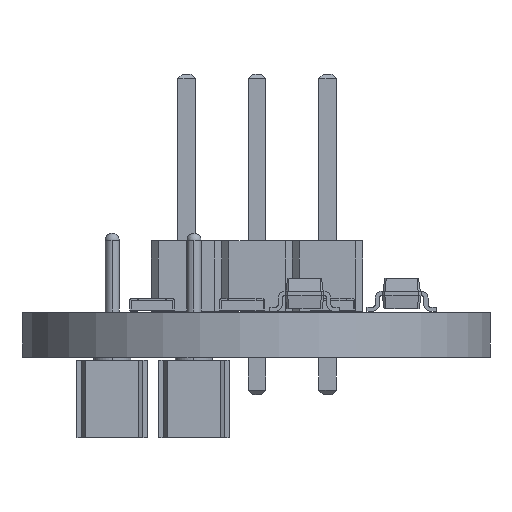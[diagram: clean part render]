
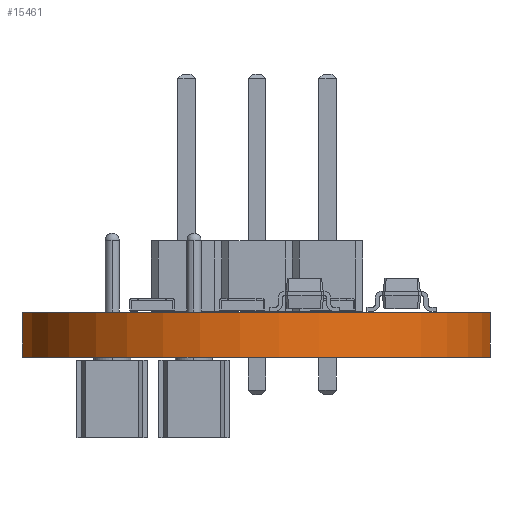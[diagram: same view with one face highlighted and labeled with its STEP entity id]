
A CAD part, front view. The second image highlights one B-rep face of the part: STEP entity #15461.
In plain terms, the highlighted cylindrical face has radius 8.492 mm (diameter 16.985 mm), a partial arc.
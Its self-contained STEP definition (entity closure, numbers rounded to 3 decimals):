
#14618 = PLANE('',#14619);
#14619 = AXIS2_PLACEMENT_3D('',#14620,#14621,#14622);
#14620 = CARTESIAN_POINT('',(-8.4,-1.25,0.));
#14621 = DIRECTION('',(0.,1.,0.));
#14622 = DIRECTION('',(1.,0.,0.));
#14646 = PLANE('',#14647);
#14647 = AXIS2_PLACEMENT_3D('',#14648,#14649,#14650);
#14648 = CARTESIAN_POINT('',(0.005,-0.01,1.6)
  );
#14649 = DIRECTION('',(-0.,-0.,-1.));
#14650 = DIRECTION('',(-1.,0.,0.));
#14700 = PLANE('',#14701);
#14701 = AXIS2_PLACEMENT_3D('',#14702,#14703,#14704);
#14702 = CARTESIAN_POINT('',(0.005,-0.01,0.)
  );
#14703 = DIRECTION('',(-0.,-0.,-1.));
#14704 = DIRECTION('',(-1.,0.,0.));
#14715 = EDGE_CURVE('',#14716,#14718,#14720,.T.);
#14716 = VERTEX_POINT('',#14717);
#14717 = CARTESIAN_POINT('',(-8.4,-1.25,0.));
#14718 = VERTEX_POINT('',#14719);
#14719 = CARTESIAN_POINT('',(-8.4,-1.25,1.6));
#14720 = SURFACE_CURVE('',#14721,(#14725,#14732),.PCURVE_S1.);
#14721 = LINE('',#14722,#14723);
#14722 = CARTESIAN_POINT('',(-8.4,-1.25,0.));
#14723 = VECTOR('',#14724,1.);
#14724 = DIRECTION('',(0.,0.,1.));
#14725 = PCURVE('',#14618,#14726);
#14726 = DEFINITIONAL_REPRESENTATION('',(#14727),#14731);
#14727 = LINE('',#14728,#14729);
#14728 = CARTESIAN_POINT('',(0.,0.));
#14729 = VECTOR('',#14730,1.);
#14730 = DIRECTION('',(0.,-1.));
#14731 = ( GEOMETRIC_REPRESENTATION_CONTEXT(2) 
PARAMETRIC_REPRESENTATION_CONTEXT() REPRESENTATION_CONTEXT('2D SPACE',''
  ) );
#14732 = PCURVE('',#14733,#14738);
#14733 = CYLINDRICAL_SURFACE('',#14734,8.492);
#14734 = AXIS2_PLACEMENT_3D('',#14735,#14736,#14737);
#14735 = CARTESIAN_POINT('',(0.,0.,0.)
  );
#14736 = DIRECTION('',(-0.,-0.,-1.));
#14737 = DIRECTION('',(1.,0.,-0.));
#14738 = DEFINITIONAL_REPRESENTATION('',(#14739),#14743);
#14739 = LINE('',#14740,#14741);
#14740 = CARTESIAN_POINT('',(-3.289,0.));
#14741 = VECTOR('',#14742,1.);
#14742 = DIRECTION('',(-0.,-1.));
#14743 = ( GEOMETRIC_REPRESENTATION_CONTEXT(2) 
PARAMETRIC_REPRESENTATION_CONTEXT() REPRESENTATION_CONTEXT('2D SPACE',''
  ) );
#14954 = VERTEX_POINT('',#14955);
#14955 = CARTESIAN_POINT('',(8.434,-1.,0.));
#14969 = PLANE('',#14970);
#14970 = AXIS2_PLACEMENT_3D('',#14971,#14972,#14973);
#14971 = CARTESIAN_POINT('',(7.5,-1.,0.));
#14972 = DIRECTION('',(0.,1.,0.));
#14973 = DIRECTION('',(1.,0.,0.));
#14981 = EDGE_CURVE('',#14716,#14954,#14982,.T.);
#14982 = SURFACE_CURVE('',#14983,(#14988,#14999),.PCURVE_S1.);
#14983 = CIRCLE('',#14984,8.492);
#14984 = AXIS2_PLACEMENT_3D('',#14985,#14986,#14987);
#14985 = CARTESIAN_POINT('',(0.,0.,0.)
  );
#14986 = DIRECTION('',(0.,0.,1.));
#14987 = DIRECTION('',(1.,0.,-0.));
#14988 = PCURVE('',#14700,#14989);
#14989 = DEFINITIONAL_REPRESENTATION('',(#14990),#14998);
#14990 = ( BOUNDED_CURVE() B_SPLINE_CURVE(2,(#14991,#14992,#14993,#14994
    ,#14995,#14996,#14997),.UNSPECIFIED.,.T.,.F.) 
B_SPLINE_CURVE_WITH_KNOTS((1,2,2,2,2,1),(-2.094,0.,
    2.094,4.189,6.283,8.378),
.UNSPECIFIED.) CURVE() GEOMETRIC_REPRESENTATION_ITEM() 
RATIONAL_B_SPLINE_CURVE((1.,0.5,1.,0.5,1.,0.5,1.)) REPRESENTATION_ITEM(
  '') );
#14991 = CARTESIAN_POINT('',(-8.488,0.009));
#14992 = CARTESIAN_POINT('',(-8.488,14.719));
#14993 = CARTESIAN_POINT('',(4.251,7.364));
#14994 = CARTESIAN_POINT('',(16.99,0.009));
#14995 = CARTESIAN_POINT('',(4.251,-7.345));
#14996 = CARTESIAN_POINT('',(-8.488,-14.7));
#14997 = CARTESIAN_POINT('',(-8.488,0.009));
#14998 = ( GEOMETRIC_REPRESENTATION_CONTEXT(2) 
PARAMETRIC_REPRESENTATION_CONTEXT() REPRESENTATION_CONTEXT('2D SPACE',''
  ) );
#14999 = PCURVE('',#14733,#15000);
#15000 = DEFINITIONAL_REPRESENTATION('',(#15001),#15005);
#15001 = LINE('',#15002,#15003);
#15002 = CARTESIAN_POINT('',(-0.,0.));
#15003 = VECTOR('',#15004,1.);
#15004 = DIRECTION('',(-1.,0.));
#15005 = ( GEOMETRIC_REPRESENTATION_CONTEXT(2) 
PARAMETRIC_REPRESENTATION_CONTEXT() REPRESENTATION_CONTEXT('2D SPACE',''
  ) );
#15263 = VERTEX_POINT('',#15264);
#15264 = CARTESIAN_POINT('',(8.434,-1.,1.6));
#15285 = EDGE_CURVE('',#14718,#15263,#15286,.T.);
#15286 = SURFACE_CURVE('',#15287,(#15292,#15303),.PCURVE_S1.);
#15287 = CIRCLE('',#15288,8.492);
#15288 = AXIS2_PLACEMENT_3D('',#15289,#15290,#15291);
#15289 = CARTESIAN_POINT('',(0.,0.,1.6)
  );
#15290 = DIRECTION('',(0.,0.,1.));
#15291 = DIRECTION('',(1.,0.,-0.));
#15292 = PCURVE('',#14646,#15293);
#15293 = DEFINITIONAL_REPRESENTATION('',(#15294),#15302);
#15294 = ( BOUNDED_CURVE() B_SPLINE_CURVE(2,(#15295,#15296,#15297,#15298
    ,#15299,#15300,#15301),.UNSPECIFIED.,.T.,.F.) 
B_SPLINE_CURVE_WITH_KNOTS((1,2,2,2,2,1),(-2.094,0.,
    2.094,4.189,6.283,8.378),
.UNSPECIFIED.) CURVE() GEOMETRIC_REPRESENTATION_ITEM() 
RATIONAL_B_SPLINE_CURVE((1.,0.5,1.,0.5,1.,0.5,1.)) REPRESENTATION_ITEM(
  '') );
#15295 = CARTESIAN_POINT('',(-8.488,0.009));
#15296 = CARTESIAN_POINT('',(-8.488,14.719));
#15297 = CARTESIAN_POINT('',(4.251,7.364));
#15298 = CARTESIAN_POINT('',(16.99,0.009));
#15299 = CARTESIAN_POINT('',(4.251,-7.345));
#15300 = CARTESIAN_POINT('',(-8.488,-14.7));
#15301 = CARTESIAN_POINT('',(-8.488,0.009));
#15302 = ( GEOMETRIC_REPRESENTATION_CONTEXT(2) 
PARAMETRIC_REPRESENTATION_CONTEXT() REPRESENTATION_CONTEXT('2D SPACE',''
  ) );
#15303 = PCURVE('',#14733,#15304);
#15304 = DEFINITIONAL_REPRESENTATION('',(#15305),#15309);
#15305 = LINE('',#15306,#15307);
#15306 = CARTESIAN_POINT('',(-0.,-1.6));
#15307 = VECTOR('',#15308,1.);
#15308 = DIRECTION('',(-1.,0.));
#15309 = ( GEOMETRIC_REPRESENTATION_CONTEXT(2) 
PARAMETRIC_REPRESENTATION_CONTEXT() REPRESENTATION_CONTEXT('2D SPACE',''
  ) );
#15461 = ADVANCED_FACE('',(#15462),#14733,.T.);
#15462 = FACE_BOUND('',#15463,.F.);
#15463 = EDGE_LOOP('',(#15464,#15465,#15466,#15487));
#15464 = ORIENTED_EDGE('',*,*,#14715,.T.);
#15465 = ORIENTED_EDGE('',*,*,#15285,.T.);
#15466 = ORIENTED_EDGE('',*,*,#15467,.F.);
#15467 = EDGE_CURVE('',#14954,#15263,#15468,.T.);
#15468 = SURFACE_CURVE('',#15469,(#15473,#15480),.PCURVE_S1.);
#15469 = LINE('',#15470,#15471);
#15470 = CARTESIAN_POINT('',(8.434,-1.,0.));
#15471 = VECTOR('',#15472,1.);
#15472 = DIRECTION('',(0.,0.,1.));
#15473 = PCURVE('',#14733,#15474);
#15474 = DEFINITIONAL_REPRESENTATION('',(#15475),#15479);
#15475 = LINE('',#15476,#15477);
#15476 = CARTESIAN_POINT('',(-6.165,0.));
#15477 = VECTOR('',#15478,1.);
#15478 = DIRECTION('',(-0.,-1.));
#15479 = ( GEOMETRIC_REPRESENTATION_CONTEXT(2) 
PARAMETRIC_REPRESENTATION_CONTEXT() REPRESENTATION_CONTEXT('2D SPACE',''
  ) );
#15480 = PCURVE('',#14969,#15481);
#15481 = DEFINITIONAL_REPRESENTATION('',(#15482),#15486);
#15482 = LINE('',#15483,#15484);
#15483 = CARTESIAN_POINT('',(0.933,0.));
#15484 = VECTOR('',#15485,1.);
#15485 = DIRECTION('',(0.,-1.));
#15486 = ( GEOMETRIC_REPRESENTATION_CONTEXT(2) 
PARAMETRIC_REPRESENTATION_CONTEXT() REPRESENTATION_CONTEXT('2D SPACE',''
  ) );
#15487 = ORIENTED_EDGE('',*,*,#14981,.F.);
